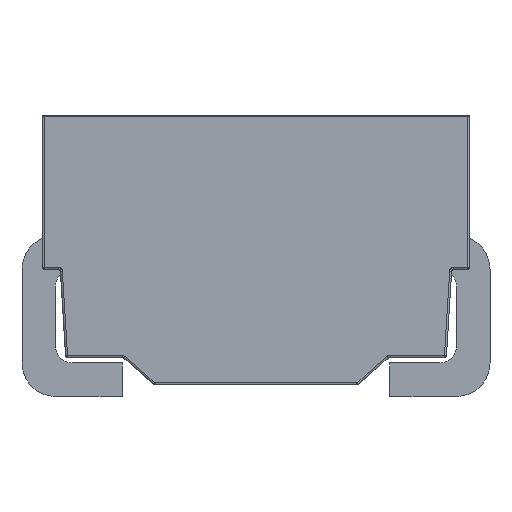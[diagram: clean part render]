
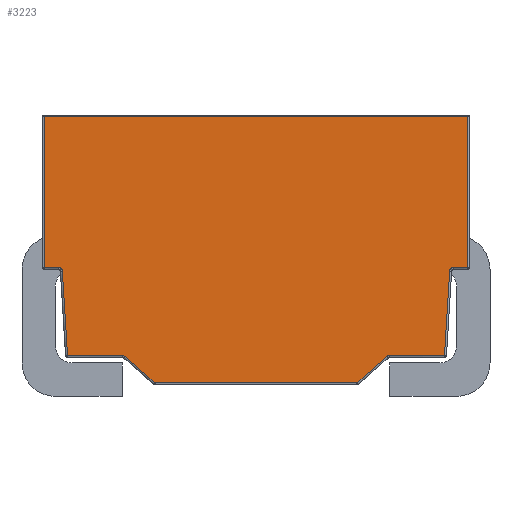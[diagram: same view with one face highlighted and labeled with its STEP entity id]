
A CAD part, front view. The second image highlights one B-rep face of the part: STEP entity #3223.
In plain terms, the highlighted planar face has unit normal (0, -1, 0).
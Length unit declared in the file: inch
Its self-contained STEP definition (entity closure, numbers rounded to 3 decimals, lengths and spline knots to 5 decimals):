
#29 = LINE ( 'NONE', #8304, #2469 ) ;
#71 = CARTESIAN_POINT ( 'NONE',  ( 0.0297, -0.05512, 0.00395 ) ) ;
#74 = CARTESIAN_POINT ( 'NONE',  ( -0.05702, -0.05512, 0.03688 ) ) ;
#116 = LINE ( 'NONE', #2103, #8705 ) ;
#161 = CARTESIAN_POINT ( 'NONE',  ( 0., -0.05512, 0.01199 ) ) ;
#197 = CARTESIAN_POINT ( 'NONE',  ( 0.0385, -0.05512, 0.0117 ) ) ;
#250 = EDGE_CURVE ( 'NONE', #1723, #3977, #4991, .T. ) ;
#435 = DIRECTION ( 'NONE',  ( 1., 0., 0. ) ) ;
#794 = CARTESIAN_POINT ( 'NONE',  ( 0.0297, -0.05512, 0.00395 ) ) ;
#923 = VECTOR ( 'NONE', #4377, 39.37008 ) ;
#1182 = ORIENTED_EDGE ( 'NONE', *, *, #2633, .T. ) ;
#1216 = VERTEX_POINT ( 'NONE', #1764 ) ;
#1302 = LINE ( 'NONE', #6710, #8135 ) ;
#1418 = LINE ( 'NONE', #161, #7270 ) ;
#1537 = CARTESIAN_POINT ( 'NONE',  ( 0.03873, -0.05512, 0.01189 ) ) ;
#1550 = CARTESIAN_POINT ( 'NONE',  ( -0.0385, -0.05512, 0.0117 ) ) ;
#1670 = VERTEX_POINT ( 'NONE', #2823 ) ;
#1675 = LINE ( 'NONE', #5774, #923 ) ;
#1709 = CARTESIAN_POINT ( 'NONE',  ( -0.0624, -0.05512, 0.08256 ) ) ;
#1723 = VERTEX_POINT ( 'NONE', #6182 ) ;
#1764 = CARTESIAN_POINT ( 'NONE',  ( -0.03928, -0.05512, 0.01199 ) ) ;
#1813 = DIRECTION ( 'NONE',  ( 0., -1., 0. ) ) ;
#1869 = DIRECTION ( 'NONE',  ( 0., 0., 1. ) ) ;
#1932 = EDGE_CURVE ( 'NONE', #8011, #7887, #1302, .T. ) ;
#2089 = LINE ( 'NONE', #4257, #4713 ) ;
#2103 = CARTESIAN_POINT ( 'NONE',  ( 0.05549, -0.05512, 0.01199 ) ) ;
#2227 = ORIENTED_EDGE ( 'NONE', *, *, #7174, .T. ) ;
#2362 = EDGE_CURVE ( 'NONE', #1670, #2480, #4586, .T. ) ;
#2367 = CARTESIAN_POINT ( 'NONE',  ( 0.0385, -0.05512, 0.0117 ) ) ;
#2427 = CARTESIAN_POINT ( 'NONE',  ( 0.05702, -0.05512, 0.03688 ) ) ;
#2469 = VECTOR ( 'NONE', #2862, 39.37008 ) ;
#2480 = VERTEX_POINT ( 'NONE', #3740 ) ;
#2509 = B_SPLINE_CURVE_WITH_KNOTS ( 'NONE', 3,
 ( #6520, #6435, #6388, #5069 ),
 .UNSPECIFIED., .F., .F.,
 ( 4, 4 ),
 ( 0., 1. ),
 .UNSPECIFIED. ) ;
#2555 = CARTESIAN_POINT ( 'NONE',  ( -0.05702, -0.05512, 0.03688 ) ) ;
#2633 = EDGE_CURVE ( 'NONE', #8018, #1216, #1418, .T. ) ;
#2640 = EDGE_CURVE ( 'NONE', #7462, #6132, #29, .T. ) ;
#2741 = LINE ( 'NONE', #5434, #7226 ) ;
#2779 = ORIENTED_EDGE ( 'NONE', *, *, #6033, .T. ) ;
#2788 = ORIENTED_EDGE ( 'NONE', *, *, #2362, .T. ) ;
#2820 = LINE ( 'NONE', #5516, #4461 ) ;
#2823 = CARTESIAN_POINT ( 'NONE',  ( 0.03928, -0.05512, 0.01199 ) ) ;
#2862 = DIRECTION ( 'NONE',  ( 1., 0., 0. ) ) ;
#2986 = EDGE_CURVE ( 'NONE', #5896, #3532, #6776, .T. ) ;
#2999 = ORIENTED_EDGE ( 'NONE', *, *, #8292, .T. ) ;
#3069 = CARTESIAN_POINT ( 'NONE',  ( 0.05702, -0.05512, 0.03688 ) ) ;
#3099 = EDGE_CURVE ( 'NONE', #7827, #1670, #5729, .T. ) ;
#3205 = LINE ( 'NONE', #8641, #8247 ) ;
#3219 = DIRECTION ( 'NONE',  ( 0., 0., -1. ) ) ;
#3223 = ADVANCED_FACE ( 'NONE', ( #5194 ), #7320, .T. ) ;
#3336 = ORIENTED_EDGE ( 'NONE', *, *, #5861, .T. ) ;
#3532 = VERTEX_POINT ( 'NONE', #8330 ) ;
#3542 = ORIENTED_EDGE ( 'NONE', *, *, #1932, .T. ) ;
#3588 = VECTOR ( 'NONE', #4051, 39.37008 ) ;
#3593 = EDGE_CURVE ( 'NONE', #6468, #1723, #3205, .T. ) ;
#3740 = CARTESIAN_POINT ( 'NONE',  ( 0.05549, -0.05512, 0.01199 ) ) ;
#3977 = VERTEX_POINT ( 'NONE', #74 ) ;
#4051 = DIRECTION ( 'NONE',  ( 0., 0., -1. ) ) ;
#4171 = ORIENTED_EDGE ( 'NONE', *, *, #3593, .T. ) ;
#4181 = VERTEX_POINT ( 'NONE', #1550 ) ;
#4257 = CARTESIAN_POINT ( 'NONE',  ( -0.05702, -0.05512, 0.03688 ) ) ;
#4377 = DIRECTION ( 'NONE',  ( 0.751, 0., -0.66 ) ) ;
#4461 = VECTOR ( 'NONE', #6947, 39.37008 ) ;
#4586 = LINE ( 'NONE', #6683, #8727 ) ;
#4713 = VECTOR ( 'NONE', #8288, 39.37008 ) ;
#4780 = LINE ( 'NONE', #794, #6734 ) ;
#4846 = DIRECTION ( 'NONE',  ( 1., 0., 0. ) ) ;
#4936 = AXIS2_PLACEMENT_3D ( 'NONE', #7885, #1813, #3219 ) ;
#4991 = B_SPLINE_CURVE_WITH_KNOTS ( 'NONE', 3,
 ( #5079, #5168, #6583, #2555 ),
 .UNSPECIFIED., .F., .F.,
 ( 4, 4 ),
 ( 0., 1. ),
 .UNSPECIFIED. ) ;
#5048 = ORIENTED_EDGE ( 'NONE', *, *, #2640, .T. ) ;
#5069 = CARTESIAN_POINT ( 'NONE',  ( -0.0385, -0.05512, 0.0117 ) ) ;
#5079 = CARTESIAN_POINT ( 'NONE',  ( -0.0582, -0.05512, 0.03799 ) ) ;
#5081 = CARTESIAN_POINT ( 'NONE',  ( 0.05707, -0.05512, 0.0375 ) ) ;
#5147 = ORIENTED_EDGE ( 'NONE', *, *, #7382, .T. ) ;
#5168 = CARTESIAN_POINT ( 'NONE',  ( -0.05758, -0.05512, 0.03798 ) ) ;
#5194 = FACE_OUTER_BOUND ( 'NONE', #8429, .T. ) ;
#5337 = DIRECTION ( 'NONE',  ( 1., 0., 0. ) ) ;
#5434 = CARTESIAN_POINT ( 'NONE',  ( 0., -0.05512, 0.03799 ) ) ;
#5516 = CARTESIAN_POINT ( 'NONE',  ( 0., -0.05512, 0.08256 ) ) ;
#5532 = ORIENTED_EDGE ( 'NONE', *, *, #7122, .T. ) ;
#5704 = VERTEX_POINT ( 'NONE', #1709 ) ;
#5729 = B_SPLINE_CURVE_WITH_KNOTS ( 'NONE', 3,
 ( #197, #1537, #7656, #6308 ),
 .UNSPECIFIED., .F., .F.,
 ( 4, 4 ),
 ( 0., 1. ),
 .UNSPECIFIED. ) ;
#5761 = CARTESIAN_POINT ( 'NONE',  ( -0.0297, -0.05512, 0.00395 ) ) ;
#5774 = CARTESIAN_POINT ( 'NONE',  ( -0.0385, -0.05512, 0.0117 ) ) ;
#5861 = EDGE_CURVE ( 'NONE', #3532, #8011, #2741, .T. ) ;
#5896 = VERTEX_POINT ( 'NONE', #2427 ) ;
#6020 = CARTESIAN_POINT ( 'NONE',  ( -0.05549, -0.05512, 0.01199 ) ) ;
#6033 = EDGE_CURVE ( 'NONE', #5704, #6468, #6708, .T. ) ;
#6132 = VERTEX_POINT ( 'NONE', #71 ) ;
#6182 = CARTESIAN_POINT ( 'NONE',  ( -0.0582, -0.05512, 0.03799 ) ) ;
#6308 = CARTESIAN_POINT ( 'NONE',  ( 0.03928, -0.05512, 0.01199 ) ) ;
#6388 = CARTESIAN_POINT ( 'NONE',  ( -0.03873, -0.05512, 0.01189 ) ) ;
#6429 = ORIENTED_EDGE ( 'NONE', *, *, #250, .T. ) ;
#6435 = CARTESIAN_POINT ( 'NONE',  ( -0.03899, -0.05512, 0.01198 ) ) ;
#6468 = VERTEX_POINT ( 'NONE', #7468 ) ;
#6474 = EDGE_CURVE ( 'NONE', #3977, #8018, #2089, .T. ) ;
#6520 = CARTESIAN_POINT ( 'NONE',  ( -0.03928, -0.05512, 0.01199 ) ) ;
#6583 = CARTESIAN_POINT ( 'NONE',  ( -0.05707, -0.05512, 0.03754 ) ) ;
#6601 = DIRECTION ( 'NONE',  ( 1., 0., 0. ) ) ;
#6683 = CARTESIAN_POINT ( 'NONE',  ( 0., -0.05512, 0.01199 ) ) ;
#6708 = LINE ( 'NONE', #8033, #3588 ) ;
#6710 = CARTESIAN_POINT ( 'NONE',  ( 0.0624, -0.05512, 0.04302 ) ) ;
#6734 = VECTOR ( 'NONE', #7503, 39.37008 ) ;
#6776 = B_SPLINE_CURVE_WITH_KNOTS ( 'NONE', 3,
 ( #3069, #5081, #8499, #7126 ),
 .UNSPECIFIED., .F., .F.,
 ( 4, 4 ),
 ( 0., 1. ),
 .UNSPECIFIED. ) ;
#6932 = CARTESIAN_POINT ( 'NONE',  ( 0.0624, -0.05512, 0.08256 ) ) ;
#6945 = DIRECTION ( 'NONE',  ( 0.061, 0., 0.998 ) ) ;
#6947 = DIRECTION ( 'NONE',  ( -1., 0., 0. ) ) ;
#7122 = EDGE_CURVE ( 'NONE', #1216, #4181, #2509, .T. ) ;
#7126 = CARTESIAN_POINT ( 'NONE',  ( 0.0582, -0.05512, 0.03799 ) ) ;
#7174 = EDGE_CURVE ( 'NONE', #4181, #7462, #1675, .T. ) ;
#7226 = VECTOR ( 'NONE', #5337, 39.37008 ) ;
#7270 = VECTOR ( 'NONE', #4846, 39.37008 ) ;
#7320 = PLANE ( 'NONE',  #4936 ) ;
#7382 = EDGE_CURVE ( 'NONE', #6132, #7827, #4780, .T. ) ;
#7462 = VERTEX_POINT ( 'NONE', #5761 ) ;
#7468 = CARTESIAN_POINT ( 'NONE',  ( -0.0624, -0.05512, 0.03799 ) ) ;
#7503 = DIRECTION ( 'NONE',  ( 0.751, 0., 0.66 ) ) ;
#7618 = ORIENTED_EDGE ( 'NONE', *, *, #6474, .T. ) ;
#7652 = EDGE_CURVE ( 'NONE', #7887, #5704, #2820, .T. ) ;
#7656 = CARTESIAN_POINT ( 'NONE',  ( 0.03899, -0.05512, 0.01198 ) ) ;
#7827 = VERTEX_POINT ( 'NONE', #2367 ) ;
#7885 = CARTESIAN_POINT ( 'NONE',  ( 0., -0.05512, 0.04302 ) ) ;
#7887 = VERTEX_POINT ( 'NONE', #6932 ) ;
#8011 = VERTEX_POINT ( 'NONE', #8775 ) ;
#8018 = VERTEX_POINT ( 'NONE', #6020 ) ;
#8033 = CARTESIAN_POINT ( 'NONE',  ( -0.0624, -0.05512, 0.04302 ) ) ;
#8135 = VECTOR ( 'NONE', #1869, 39.37008 ) ;
#8247 = VECTOR ( 'NONE', #435, 39.37008 ) ;
#8263 = ORIENTED_EDGE ( 'NONE', *, *, #3099, .T. ) ;
#8276 = ORIENTED_EDGE ( 'NONE', *, *, #2986, .T. ) ;
#8288 = DIRECTION ( 'NONE',  ( 0.061, 0., -0.998 ) ) ;
#8292 = EDGE_CURVE ( 'NONE', #2480, #5896, #116, .T. ) ;
#8304 = CARTESIAN_POINT ( 'NONE',  ( 0., -0.05512, 0.00395 ) ) ;
#8330 = CARTESIAN_POINT ( 'NONE',  ( 0.0582, -0.05512, 0.03799 ) ) ;
#8429 = EDGE_LOOP ( 'NONE', ( #8276, #3336, #3542, #8788, #2779, #4171, #6429, #7618, #1182, #5532, #2227, #5048, #5147, #8263, #2788, #2999 ) ) ;
#8499 = CARTESIAN_POINT ( 'NONE',  ( 0.05754, -0.05512, 0.03798 ) ) ;
#8641 = CARTESIAN_POINT ( 'NONE',  ( 0., -0.05512, 0.03799 ) ) ;
#8705 = VECTOR ( 'NONE', #6945, 39.37008 ) ;
#8727 = VECTOR ( 'NONE', #6601, 39.37008 ) ;
#8775 = CARTESIAN_POINT ( 'NONE',  ( 0.0624, -0.05512, 0.03799 ) ) ;
#8788 = ORIENTED_EDGE ( 'NONE', *, *, #7652, .T. ) ;
